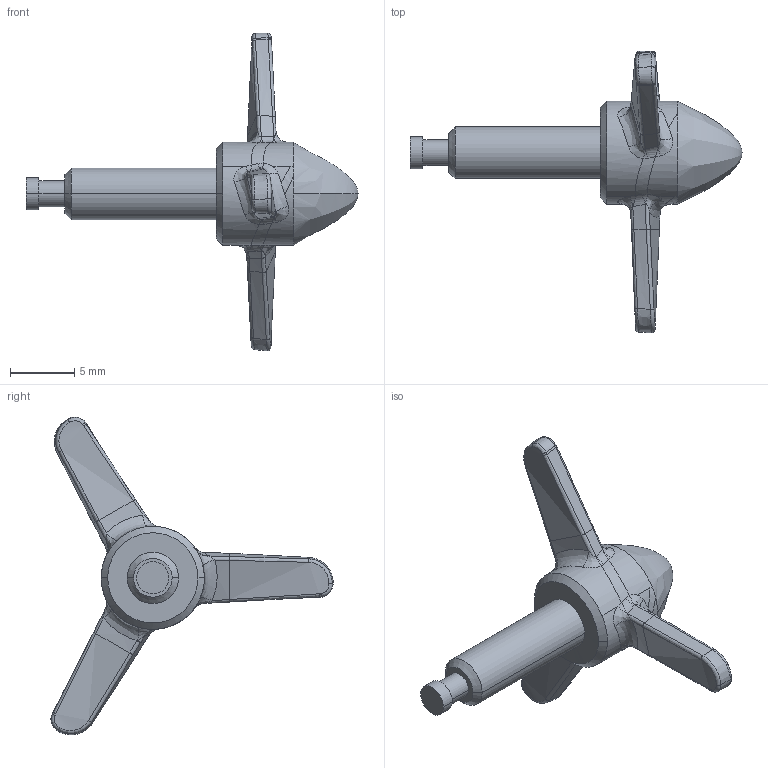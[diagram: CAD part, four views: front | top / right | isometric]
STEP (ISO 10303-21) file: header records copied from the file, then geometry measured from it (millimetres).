
FILE_DESCRIPTION(('HOOPS Exchange Step'),'2;1');
FILE_NAME('Propeller.step','2021-10-21T15:41:34-05:00',('apeer'),('Unknown organisation'),'HOOPS Exchange 2021.0','HOOPS Exchange','Unknown authorisation');
FILE_SCHEMA( ('AP203_CONFIGURATION_CONTROLLED_3D_DESIGN_OF_MECHANICAL_PARTS_AND_ASSEMBLIES_MIM_LF') );
Length unit declared in the file: millimetre
Products named in the file (1): 1_1
Bounding box: 25.75 x 21.89 x 24.64 mm (x, y, z)
Volume: 727.4 mm3; surface area: 717 mm2
Topology: 1 solids, 1 shells, 143 faces, 311 edges, 171 vertices
Faces by surface type: bspline 116, cylinder 19, cone 4, plane 4
Entity records: 11753 total; most frequent: CARTESIAN_POINT 9583, ORIENTED_EDGE 618, EDGE_CURVE 309, B_SPLINE_CURVE_WITH_KNOTS 283, VERTEX_POINT 171, EDGE_LOOP 146, FACE_BOUND 146, ADVANCED_FACE 143
